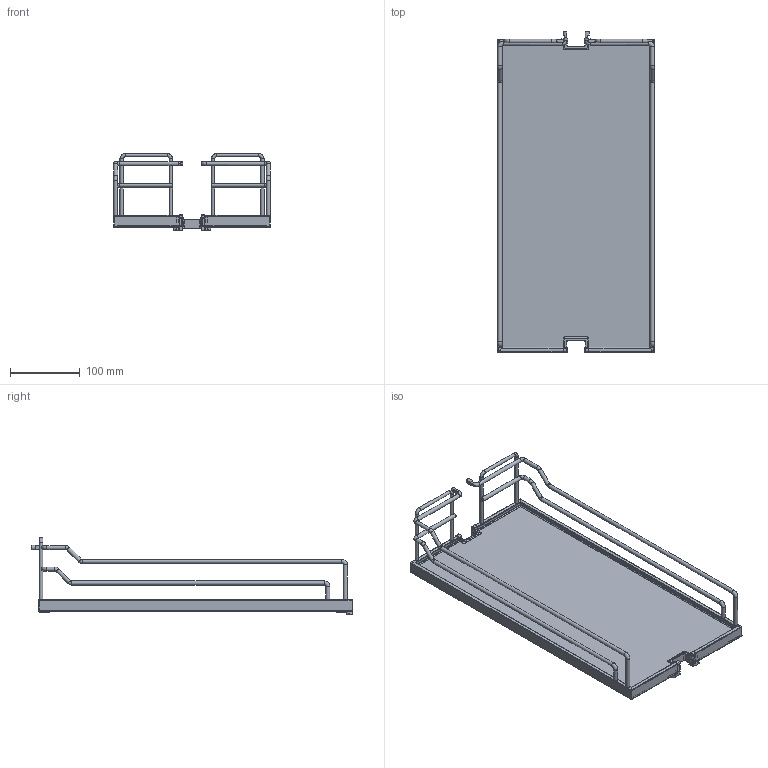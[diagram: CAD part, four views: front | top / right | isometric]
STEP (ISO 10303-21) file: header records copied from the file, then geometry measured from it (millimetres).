
FILE_DESCRIPTION(/* description */ (''),/* implementation_level */ '2;1');
FILE_NAME(/* name */ '3D_100-0359-XX.sat.ipt.stp',/* time_stamp */ '2023-05-08T11:52:57+02:00',/* author */ (''),/* organization */ (''),/* preprocessor_version */ 'ST-DEVELOPER v18.1',/* originating_system */ 'Autodesk Inventor 2021',/* authorisation */ '');
FILE_SCHEMA (('CONFIG_CONTROL_DESIGN'));
Products named in the file (1): 3D_100-0359-XX.sat
Bounding box: 225 x 461.1 x 110.65 mm (x, y, z)
Volume: 847701.3 mm3; surface area: 365935.9 mm2
Topology: 1 solids, 1 shells, 1201 faces, 3133 edges, 1920 vertices
Faces by surface type: plane 502, cylinder 422, bspline 134, torus 95, cone 30, sphere 18
Full cylindrical faces by diameter (mm): 4.8 x6, 5.8 x20
Entity records: 54813 total; most frequent: CARTESIAN_POINT 24438, ORIENTED_EDGE 6262, DIRECTION 5988, EDGE_CURVE 3131, AXIS2_PLACEMENT_3D 2102, VERTEX_POINT 1920, LINE 1784, VECTOR 1784
